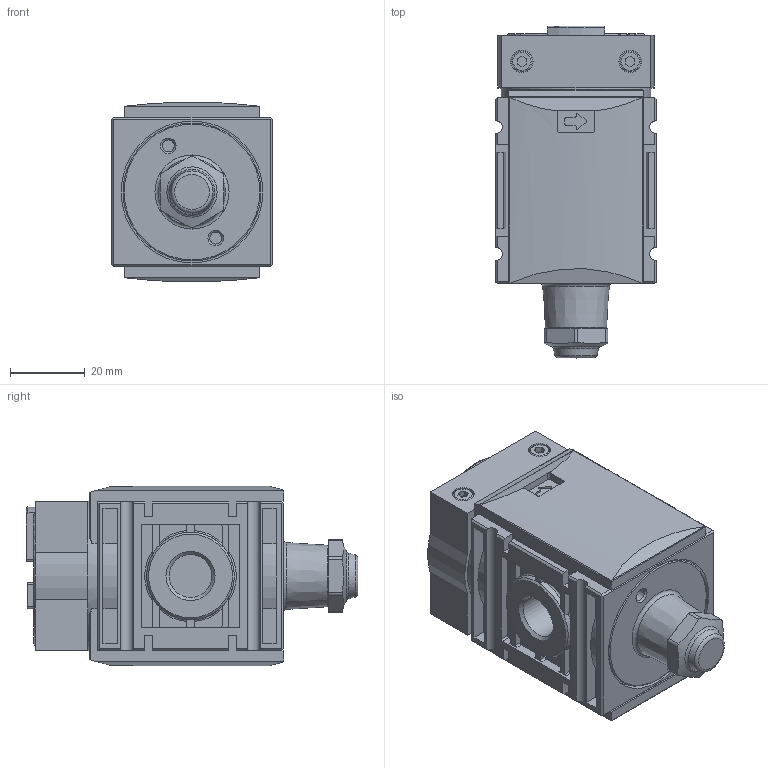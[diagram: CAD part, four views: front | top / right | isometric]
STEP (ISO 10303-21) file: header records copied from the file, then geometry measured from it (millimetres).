
FILE_DESCRIPTION(/* description */ ('STEP AP214'),/* implementation_level */ '2;1');
FILE_NAME(/* name */ '035812',/* time_stamp */ '2023-03-24T12:09:18+01:00',/* author */ ('License CC BY-ND 4.0'),/* organization */ ('CADENAS'),/* preprocessor_version */ 'ST-DEVELOPER v19.3',/* originating_system */ 'PARTsolutions',/* authorisation */ ' ');
FILE_SCHEMA (('AUTOMOTIVE_DESIGN {1 0 10303 214 3 1 1}'));
Length unit declared in the file: millimetre
Products named in the file (2): 035812; KREV_04
Assembly tree (1 placements, depth 2):
  035812
    KREV_04
Bounding box: 43 x 89 x 48.15 mm (x, y, z)
Volume: 123971.4 mm3; surface area: 22293.6 mm2
Topology: 1 solids, 1 shells, 440 faces, 1187 edges, 783 vertices
Faces by surface type: plane 275, cylinder 127, torus 27, cone 11
Full cylindrical faces by diameter (mm): 2 x2, 2.459 x2, 3.2 x4, 5.5 x2, 6 x2, 11.445 x2, 23.5 x2, 37 x1, 38 x1, 40 x1
Entity records: 16744 total; most frequent: CARTESIAN_POINT 2581, DIRECTION 2286, ORIENTED_EDGE 2276, EDGE_CURVE 1138, VERTEX_POINT 775, AXIS2_PLACEMENT_3D 770, LINE 746, VECTOR 746
